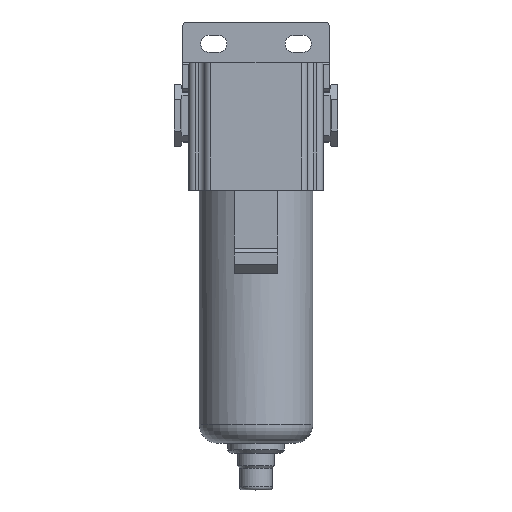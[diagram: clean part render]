
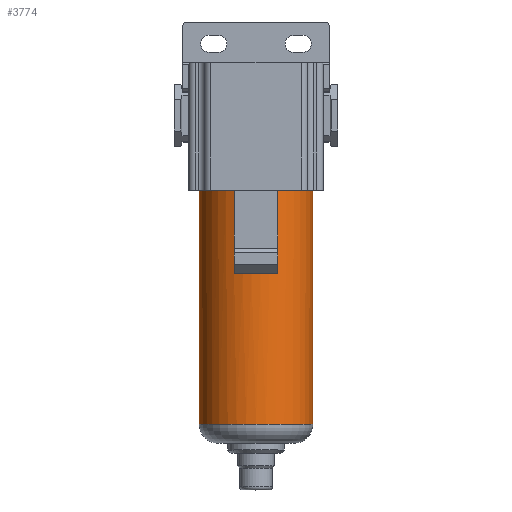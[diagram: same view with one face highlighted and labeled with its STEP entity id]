
A CAD part, top view. The second image highlights one B-rep face of the part: STEP entity #3774.
In plain terms, the highlighted cylindrical face has radius 18.2 mm (diameter 36.4 mm), a partial arc.
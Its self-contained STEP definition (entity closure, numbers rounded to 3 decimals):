
#45 = AXIS2_PLACEMENT_3D ( 'NONE', #1072, #2175, #3415 ) ;
#195 = AXIS2_PLACEMENT_3D ( 'NONE', #2696, #1336, #2254 ) ;
#271 = ORIENTED_EDGE ( 'NONE', *, *, #3632, .T. ) ;
#274 = DIRECTION ( 'NONE',  ( 0., -1., 0. ) ) ;
#372 = VERTEX_POINT ( 'NONE', #2872 ) ;
#476 = EDGE_LOOP ( 'NONE', ( #3979, #271, #2692, #2286, #1482, #2083, #1049, #1970 ) ) ;
#509 = EDGE_CURVE ( 'NONE', #2245, #372, #1992, .T. ) ;
#607 = EDGE_CURVE ( 'NONE', #372, #1272, #2464, .T. ) ;
#684 = LINE ( 'NONE', #1268, #4176 ) ;
#809 = AXIS2_PLACEMENT_3D ( 'NONE', #1119, #2808, #1422 ) ;
#831 = CARTESIAN_POINT ( 'NONE',  ( 7., -50.77, 16.8 ) ) ;
#859 = CARTESIAN_POINT ( 'NONE',  ( 0., -120., 0. ) ) ;
#943 = CARTESIAN_POINT ( 'NONE',  ( -18.2, -99., 0. ) ) ;
#984 = EDGE_CURVE ( 'NONE', #2385, #1919, #2494, .T. ) ;
#1049 = ORIENTED_EDGE ( 'NONE', *, *, #509, .F. ) ;
#1072 = CARTESIAN_POINT ( 'NONE',  ( 0., -24., 0. ) ) ;
#1100 = EDGE_CURVE ( 'NONE', #3303, #3885, #2627, .T. ) ;
#1106 = CARTESIAN_POINT ( 'NONE',  ( -7., -120., 16.8 ) ) ;
#1119 = CARTESIAN_POINT ( 'NONE',  ( 0., -99., 0. ) ) ;
#1255 = DIRECTION ( 'NONE',  ( 0., 1., 0. ) ) ;
#1268 = CARTESIAN_POINT ( 'NONE',  ( 7., -120., 16.8 ) ) ;
#1272 = VERTEX_POINT ( 'NONE', #3000 ) ;
#1290 = CARTESIAN_POINT ( 'NONE',  ( -18.2, -24., 0. ) ) ;
#1298 = VECTOR ( 'NONE', #3841, 1000. ) ;
#1336 = DIRECTION ( 'NONE',  ( 0., 1., 0. ) ) ;
#1378 = CIRCLE ( 'NONE', #195, 18.2 ) ;
#1422 = DIRECTION ( 'NONE',  ( 1., 0., 0. ) ) ;
#1424 = CYLINDRICAL_SURFACE ( 'NONE', #2082, 18.2 ) ;
#1482 = ORIENTED_EDGE ( 'NONE', *, *, #3575, .F. ) ;
#1494 = DIRECTION ( 'NONE',  ( 0., 1., 0. ) ) ;
#1516 = VECTOR ( 'NONE', #2461, 1000. ) ;
#1757 = FACE_OUTER_BOUND ( 'NONE', #476, .T. ) ;
#1919 = VERTEX_POINT ( 'NONE', #943 ) ;
#1970 = ORIENTED_EDGE ( 'NONE', *, *, #3214, .F. ) ;
#1992 = CIRCLE ( 'NONE', #2559, 18.2 ) ;
#2060 = CARTESIAN_POINT ( 'NONE',  ( 0., -24., 0. ) ) ;
#2082 = AXIS2_PLACEMENT_3D ( 'NONE', #859, #1494, #2212 ) ;
#2083 = ORIENTED_EDGE ( 'NONE', *, *, #607, .F. ) ;
#2106 = CARTESIAN_POINT ( 'NONE',  ( 18.2, -99., 0. ) ) ;
#2175 = DIRECTION ( 'NONE',  ( 0., 1., 0. ) ) ;
#2212 = DIRECTION ( 'NONE',  ( 0., 0., -1. ) ) ;
#2245 = VERTEX_POINT ( 'NONE', #1290 ) ;
#2254 = DIRECTION ( 'NONE',  ( 0., 0., 1. ) ) ;
#2279 = CARTESIAN_POINT ( 'NONE',  ( 18.2, -99., 0. ) ) ;
#2286 = ORIENTED_EDGE ( 'NONE', *, *, #3487, .T. ) ;
#2332 = CARTESIAN_POINT ( 'NONE',  ( -18.2, -99., 0. ) ) ;
#2385 = VERTEX_POINT ( 'NONE', #2279 ) ;
#2428 = DIRECTION ( 'NONE',  ( 0., 1., 0. ) ) ;
#2461 = DIRECTION ( 'NONE',  ( 0., 1., 0. ) ) ;
#2464 = LINE ( 'NONE', #1106, #1298 ) ;
#2494 = CIRCLE ( 'NONE', #809, 18.2 ) ;
#2559 = AXIS2_PLACEMENT_3D ( 'NONE', #2060, #1255, #2702 ) ;
#2627 = CIRCLE ( 'NONE', #45, 18.2 ) ;
#2692 = ORIENTED_EDGE ( 'NONE', *, *, #1100, .F. ) ;
#2696 = CARTESIAN_POINT ( 'NONE',  ( 0., -50.77, 0. ) ) ;
#2702 = DIRECTION ( 'NONE',  ( 0., 0., 1. ) ) ;
#2712 = VECTOR ( 'NONE', #2428, 1000. ) ;
#2808 = DIRECTION ( 'NONE',  ( 0., -1., 0. ) ) ;
#2872 = CARTESIAN_POINT ( 'NONE',  ( -7., -24., 16.8 ) ) ;
#3000 = CARTESIAN_POINT ( 'NONE',  ( -7., -50.77, 16.8 ) ) ;
#3214 = EDGE_CURVE ( 'NONE', #1919, #2245, #3372, .T. ) ;
#3303 = VERTEX_POINT ( 'NONE', #4013 ) ;
#3372 = LINE ( 'NONE', #2332, #2712 ) ;
#3415 = DIRECTION ( 'NONE',  ( 0., 0., 1. ) ) ;
#3425 = VERTEX_POINT ( 'NONE', #831 ) ;
#3487 = EDGE_CURVE ( 'NONE', #3303, #3425, #684, .T. ) ;
#3575 = EDGE_CURVE ( 'NONE', #1272, #3425, #1378, .T. ) ;
#3632 = EDGE_CURVE ( 'NONE', #2385, #3885, #4118, .T. ) ;
#3774 = ADVANCED_FACE ( 'NONE', ( #1757 ), #1424, .T. ) ;
#3841 = DIRECTION ( 'NONE',  ( 0., -1., 0. ) ) ;
#3885 = VERTEX_POINT ( 'NONE', #4216 ) ;
#3979 = ORIENTED_EDGE ( 'NONE', *, *, #984, .F. ) ;
#4013 = CARTESIAN_POINT ( 'NONE',  ( 7., -24., 16.8 ) ) ;
#4118 = LINE ( 'NONE', #2106, #1516 ) ;
#4176 = VECTOR ( 'NONE', #274, 1000. ) ;
#4216 = CARTESIAN_POINT ( 'NONE',  ( 18.2, -24., 0. ) ) ;
